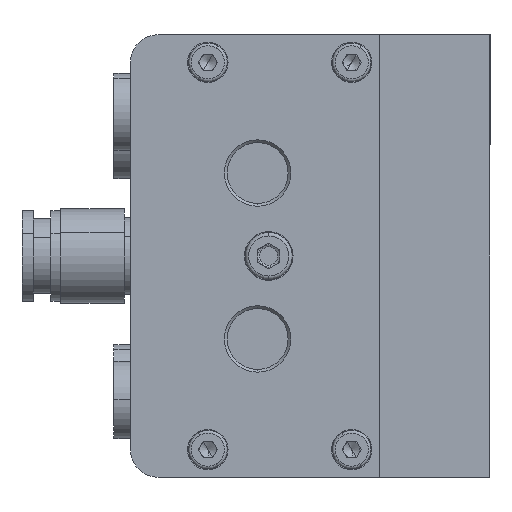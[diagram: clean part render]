
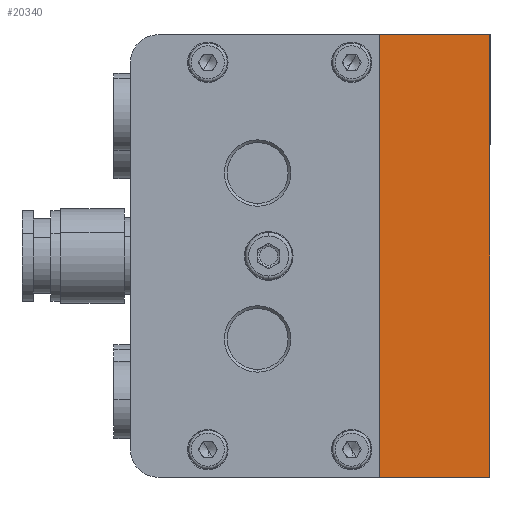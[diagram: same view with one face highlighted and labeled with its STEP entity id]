
A CAD part, left-side view. The second image highlights one B-rep face of the part: STEP entity #20340.
In plain terms, the highlighted planar face has unit normal (-1, 0, 0).
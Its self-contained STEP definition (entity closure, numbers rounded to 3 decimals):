
#173 = ORIENTED_EDGE ( 'NONE', *, *, #1571, .T. ) ;
#733 = CARTESIAN_POINT ( 'NONE',  ( -248., 0., -40. ) ) ;
#1433 = DIRECTION ( 'NONE',  ( 0., 1., 0. ) ) ;
#1556 = ORIENTED_EDGE ( 'NONE', *, *, #11745, .T. ) ;
#1571 = EDGE_CURVE ( 'NONE', #27838, #14757, #13293, .T. ) ;
#3747 = VERTEX_POINT ( 'NONE', #733 ) ;
#4180 = EDGE_LOOP ( 'NONE', ( #1556, #41931, #22883, #173 ) ) ;
#6118 = VERTEX_POINT ( 'NONE', #13849 ) ;
#7396 = LINE ( 'NONE', #11201, #15314 ) ;
#7438 = DIRECTION ( 'NONE',  ( 0., 0., -1. ) ) ;
#7558 = CARTESIAN_POINT ( 'NONE',  ( -248., -20., 40. ) ) ;
#7852 = LINE ( 'NONE', #30123, #21842 ) ;
#8869 = EDGE_CURVE ( 'NONE', #27838, #6118, #7852, .T. ) ;
#9552 = CARTESIAN_POINT ( 'NONE',  ( -248., 0., 40. ) ) ;
#10430 = LINE ( 'NONE', #33541, #31683 ) ;
#11201 = CARTESIAN_POINT ( 'NONE',  ( -248., -20., -40. ) ) ;
#11378 = PLANE ( 'NONE',  #29196 ) ;
#11745 = EDGE_CURVE ( 'NONE', #14757, #3747, #10430, .T. ) ;
#13293 = LINE ( 'NONE', #26194, #37469 ) ;
#13849 = CARTESIAN_POINT ( 'NONE',  ( -248., -20., -40. ) ) ;
#14757 = VERTEX_POINT ( 'NONE', #9552 ) ;
#15314 = VECTOR ( 'NONE', #1433, 1000. ) ;
#20340 = ADVANCED_FACE ( 'NONE', ( #33634 ), #11378, .F. ) ;
#21842 = VECTOR ( 'NONE', #7438, 1000. ) ;
#22788 = CARTESIAN_POINT ( 'NONE',  ( -248., -20., 40. ) ) ;
#22883 = ORIENTED_EDGE ( 'NONE', *, *, #8869, .F. ) ;
#23652 = DIRECTION ( 'NONE',  ( 0., 1., 0. ) ) ;
#26194 = CARTESIAN_POINT ( 'NONE',  ( -248., -20., 40. ) ) ;
#27039 = DIRECTION ( 'NONE',  ( 1., 0., 0. ) ) ;
#27838 = VERTEX_POINT ( 'NONE', #22788 ) ;
#29196 = AXIS2_PLACEMENT_3D ( 'NONE', #7558, #27039, #37030 ) ;
#30123 = CARTESIAN_POINT ( 'NONE',  ( -248., -20., 40. ) ) ;
#31683 = VECTOR ( 'NONE', #36931, 1000. ) ;
#33541 = CARTESIAN_POINT ( 'NONE',  ( -248., 0., 40. ) ) ;
#33634 = FACE_OUTER_BOUND ( 'NONE', #4180, .T. ) ;
#34827 = EDGE_CURVE ( 'NONE', #6118, #3747, #7396, .T. ) ;
#36931 = DIRECTION ( 'NONE',  ( 0., 0., -1. ) ) ;
#37030 = DIRECTION ( 'NONE',  ( 0., 0., -1. ) ) ;
#37469 = VECTOR ( 'NONE', #23652, 1000. ) ;
#41931 = ORIENTED_EDGE ( 'NONE', *, *, #34827, .F. ) ;
